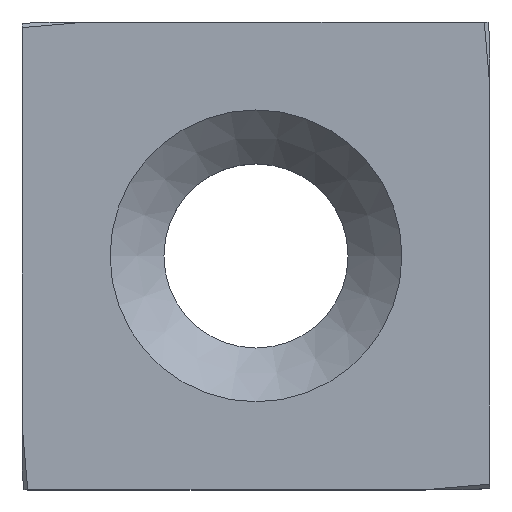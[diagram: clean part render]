
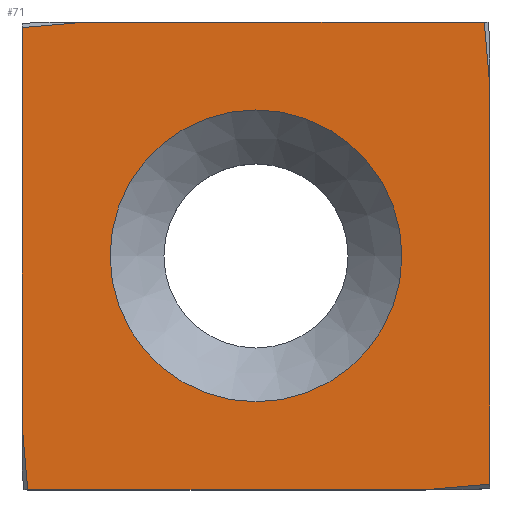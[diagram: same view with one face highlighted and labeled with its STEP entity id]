
A CAD part, top view. The second image highlights one B-rep face of the part: STEP entity #71.
In plain terms, the highlighted planar face has unit normal (0, 0, 1).
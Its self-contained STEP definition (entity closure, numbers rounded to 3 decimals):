
#49=FACE_BOUND('',#129,.T.);
#50=FACE_BOUND('',#130,.T.);
#62=CIRCLE('',#456,3.963);
#71=ADVANCED_FACE('',(#49,#50),#94,.T.);
#94=PLANE('',#457);
#129=EDGE_LOOP('',(#183));
#130=EDGE_LOOP('',(#184,#185,#186,#187,#188,#189,#190,#191));
#183=ORIENTED_EDGE('',*,*,#325,.T.);
#184=ORIENTED_EDGE('',*,*,#303,.F.);
#185=ORIENTED_EDGE('',*,*,#326,.T.);
#186=ORIENTED_EDGE('',*,*,#313,.F.);
#187=ORIENTED_EDGE('',*,*,#327,.T.);
#188=ORIENTED_EDGE('',*,*,#328,.F.);
#189=ORIENTED_EDGE('',*,*,#329,.T.);
#190=ORIENTED_EDGE('',*,*,#330,.F.);
#191=ORIENTED_EDGE('',*,*,#331,.T.);
#265=VERTEX_POINT('',#595);
#266=VERTEX_POINT('',#597);
#275=VERTEX_POINT('',#616);
#276=VERTEX_POINT('',#618);
#283=VERTEX_POINT('',#640);
#284=VERTEX_POINT('',#643);
#285=VERTEX_POINT('',#645);
#286=VERTEX_POINT('',#647);
#287=VERTEX_POINT('',#649);
#303=EDGE_CURVE('',#265,#266,#357,.T.);
#313=EDGE_CURVE('',#275,#276,#367,.T.);
#325=EDGE_CURVE('',#283,#283,#62,.T.);
#326=EDGE_CURVE('',#265,#276,#378,.T.);
#327=EDGE_CURVE('',#275,#284,#379,.T.);
#328=EDGE_CURVE('',#285,#284,#380,.T.);
#329=EDGE_CURVE('',#285,#286,#381,.T.);
#330=EDGE_CURVE('',#287,#286,#382,.T.);
#331=EDGE_CURVE('',#287,#266,#383,.T.);
#357=LINE('',#596,#405);
#367=LINE('',#617,#415);
#378=LINE('',#641,#426);
#379=LINE('',#642,#427);
#380=LINE('',#644,#428);
#381=LINE('',#646,#429);
#382=LINE('',#648,#430);
#383=LINE('',#650,#431);
#405=VECTOR('',#485,1.);
#415=VECTOR('',#497,1.);
#426=VECTOR('',#518,1.);
#427=VECTOR('',#519,1.);
#428=VECTOR('',#520,1.);
#429=VECTOR('',#521,1.);
#430=VECTOR('',#522,1.);
#431=VECTOR('',#523,1.);
#456=AXIS2_PLACEMENT_3D('',#639,#516,#517);
#457=AXIS2_PLACEMENT_3D('',#651,#524,#525);
#485=DIRECTION('',(0.,-1.,0.));
#497=DIRECTION('',(1.,0.,0.));
#516=DIRECTION('',(0.,0.,-1.));
#517=DIRECTION('',(1.,0.,0.));
#518=DIRECTION('',(-0.086,0.996,0.));
#519=DIRECTION('',(-0.996,-0.086,0.));
#520=DIRECTION('',(0.,1.,0.));
#521=DIRECTION('',(0.086,-0.996,0.));
#522=DIRECTION('',(-1.,0.,0.));
#523=DIRECTION('',(0.996,0.086,0.));
#524=DIRECTION('',(0.,0.,1.));
#525=DIRECTION('',(1.,0.,0.));
#595=CARTESIAN_POINT('',(6.35,4.6,-0.1));
#596=CARTESIAN_POINT('',(6.35,0.,-0.1));
#597=CARTESIAN_POINT('',(6.35,-6.199,-0.1));
#616=CARTESIAN_POINT('',(-4.6,6.35,-0.1));
#617=CARTESIAN_POINT('',(0.,6.35,-0.1));
#618=CARTESIAN_POINT('',(6.199,6.35,-0.1));
#639=CARTESIAN_POINT('',(0.,0.,-0.1));
#640=CARTESIAN_POINT('',(3.963,0.,-0.1));
#641=CARTESIAN_POINT('',(6.698,0.579,-0.1));
#642=CARTESIAN_POINT('',(-0.579,6.698,-0.1));
#643=CARTESIAN_POINT('',(-6.35,6.199,-0.1));
#644=CARTESIAN_POINT('',(-6.35,0.,-0.1));
#645=CARTESIAN_POINT('',(-6.35,-4.6,-0.1));
#646=CARTESIAN_POINT('',(-6.698,-0.579,-0.1));
#647=CARTESIAN_POINT('',(-6.199,-6.35,-0.1));
#648=CARTESIAN_POINT('',(0.,-6.35,-0.1));
#649=CARTESIAN_POINT('',(4.6,-6.35,-0.1));
#650=CARTESIAN_POINT('',(0.579,-6.698,-0.1));
#651=CARTESIAN_POINT('',(0.,0.,-0.1));
